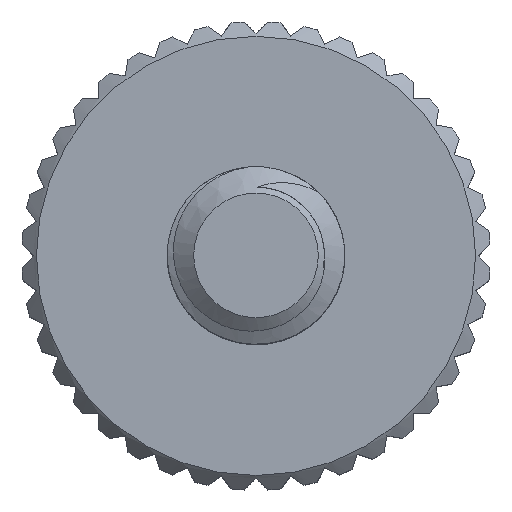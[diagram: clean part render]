
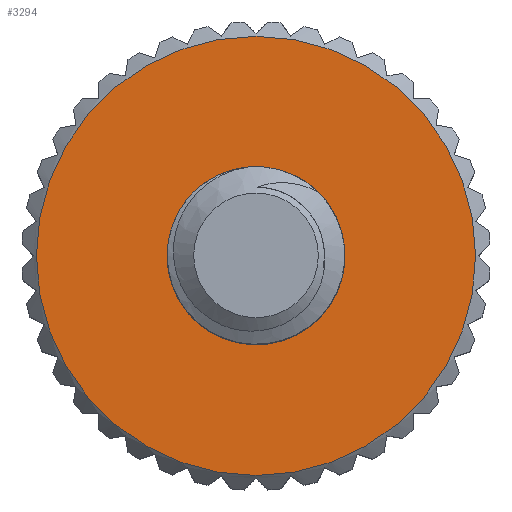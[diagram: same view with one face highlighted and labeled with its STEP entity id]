
A CAD part, top view. The second image highlights one B-rep face of the part: STEP entity #3294.
In plain terms, the highlighted planar face has unit normal (0, 0, 1).
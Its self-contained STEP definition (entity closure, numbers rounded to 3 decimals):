
#13=FACE_BOUND('',#638,.T.);
#295=PLANE('',#3591);
#457=FACE_OUTER_BOUND('',#637,.T.);
#637=EDGE_LOOP('',(#2902));
#638=EDGE_LOOP('',(#2903));
#723=CIRCLE('',#3416,7.5);
#764=CIRCLE('',#3589,2.9);
#1331=VERTEX_POINT('',#8357);
#1461=VERTEX_POINT('',#9034);
#1698=EDGE_CURVE('',#1331,#1331,#723,.T.);
#1952=EDGE_CURVE('',#1461,#1461,#764,.T.);
#2902=ORIENTED_EDGE('',*,*,#1698,.F.);
#2903=ORIENTED_EDGE('',*,*,#1952,.F.);
#3294=ADVANCED_FACE('',(#457,#13),#295,.T.);
#3416=AXIS2_PLACEMENT_3D('',#8359,#3795,#3796);
#3589=AXIS2_PLACEMENT_3D('',#9035,#4264,#4265);
#3591=AXIS2_PLACEMENT_3D('',#9037,#4268,#4269);
#3795=DIRECTION('center_axis',(0.,0.,-1.));
#3796=DIRECTION('ref_axis',(-1.,0.,0.));
#4264=DIRECTION('center_axis',(0.,0.,1.));
#4265=DIRECTION('ref_axis',(-1.,0.,0.));
#4268=DIRECTION('center_axis',(0.,0.,1.));
#4269=DIRECTION('ref_axis',(1.,0.,0.));
#8357=CARTESIAN_POINT('',(7.5,0.,2.5));
#8359=CARTESIAN_POINT('Origin',(0.,0.,2.5));
#9034=CARTESIAN_POINT('',(2.9,0.,2.5));
#9035=CARTESIAN_POINT('Origin',(0.,0.,2.5));
#9037=CARTESIAN_POINT('Origin',(0.,0.,2.5));
